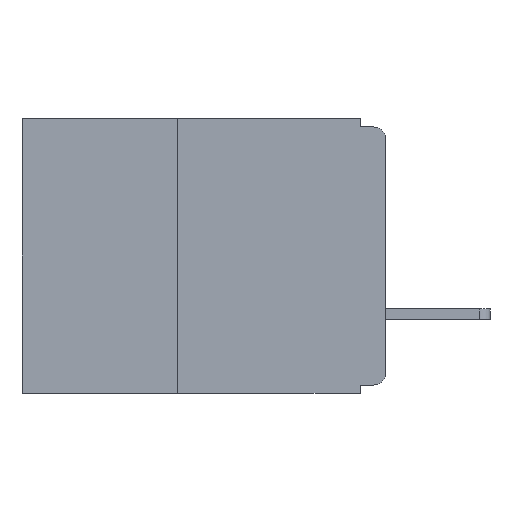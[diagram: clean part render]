
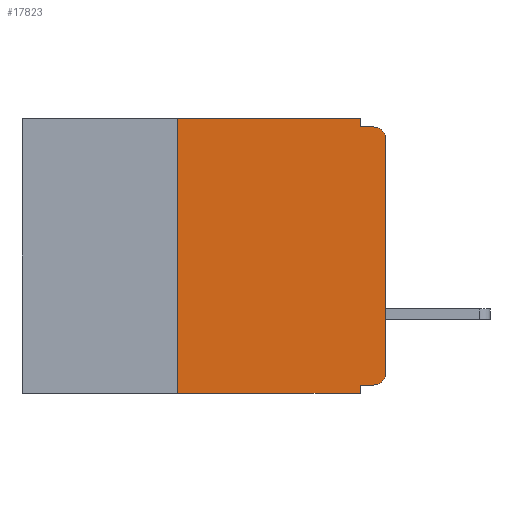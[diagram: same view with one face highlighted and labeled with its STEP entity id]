
A CAD part, left-side view. The second image highlights one B-rep face of the part: STEP entity #17823.
In plain terms, the highlighted planar face has unit normal (-1, 0, 0).
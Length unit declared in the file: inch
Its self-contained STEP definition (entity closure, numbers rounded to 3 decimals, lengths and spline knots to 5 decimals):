
#20 = CIRCLE ( 'NONE', #20378, 0.015 ) ;
#439 = VERTEX_POINT ( 'NONE', #1865 ) ;
#772 = ORIENTED_EDGE ( 'NONE', *, *, #21953, .T. ) ;
#877 = ORIENTED_EDGE ( 'NONE', *, *, #22574, .T. ) ;
#1073 = CARTESIAN_POINT ( 'NONE',  ( 0., 0.25, -0.33 ) ) ;
#1251 = LINE ( 'NONE', #12932, #15356 ) ;
#1317 = VERTEX_POINT ( 'NONE', #6877 ) ;
#1461 = VERTEX_POINT ( 'NONE', #1473 ) ;
#1473 = CARTESIAN_POINT ( 'NONE',  ( 0., 0.031, 0. ) ) ;
#1605 = ORIENTED_EDGE ( 'NONE', *, *, #9543, .F. ) ;
#1677 = ORIENTED_EDGE ( 'NONE', *, *, #22176, .F. ) ;
#1692 = VECTOR ( 'NONE', #17702, 39.37008 ) ;
#1718 = CARTESIAN_POINT ( 'NONE',  ( 0., 0.031, 0. ) ) ;
#1799 = VECTOR ( 'NONE', #20954, 39.37008 ) ;
#1865 = CARTESIAN_POINT ( 'NONE',  ( 0., 0., -0.305 ) ) ;
#1910 = EDGE_CURVE ( 'NONE', #22411, #1461, #21167, .T. ) ;
#2102 = ORIENTED_EDGE ( 'NONE', *, *, #1910, .F. ) ;
#2336 = ORIENTED_EDGE ( 'NONE', *, *, #9576, .F. ) ;
#2368 = ORIENTED_EDGE ( 'NONE', *, *, #16475, .T. ) ;
#2445 = VERTEX_POINT ( 'NONE', #4201 ) ;
#2512 = ORIENTED_EDGE ( 'NONE', *, *, #12935, .F. ) ;
#2554 = ORIENTED_EDGE ( 'NONE', *, *, #20201, .F. ) ;
#3057 = VECTOR ( 'NONE', #7194, 39.37008 ) ;
#3157 = CARTESIAN_POINT ( 'NONE',  ( 0., 0.437, -0.33 ) ) ;
#3184 = ORIENTED_EDGE ( 'NONE', *, *, #21194, .T. ) ;
#3422 = VERTEX_POINT ( 'NONE', #11490 ) ;
#3959 = LINE ( 'NONE', #9794, #17297 ) ;
#4201 = CARTESIAN_POINT ( 'NONE',  ( 0., 0.031, -0.01 ) ) ;
#4278 = DIRECTION ( 'NONE',  ( 0., 1., 0. ) ) ;
#5227 = LINE ( 'NONE', #13127, #14276 ) ;
#5400 = VECTOR ( 'NONE', #16373, 39.37008 ) ;
#5681 = DIRECTION ( 'NONE',  ( -1., 0., 0. ) ) ;
#5956 = DIRECTION ( 'NONE',  ( 0., 0., 1. ) ) ;
#6877 = CARTESIAN_POINT ( 'NONE',  ( 0., 0.015, -0.01 ) ) ;
#7194 = DIRECTION ( 'NONE',  ( 0., -1., 0. ) ) ;
#7672 = DIRECTION ( 'NONE',  ( 1., 0., 0. ) ) ;
#8089 = CARTESIAN_POINT ( 'NONE',  ( 0., 0.437, 0. ) ) ;
#9543 = EDGE_CURVE ( 'NONE', #2445, #1317, #10650, .T. ) ;
#9576 = EDGE_CURVE ( 'NONE', #22011, #22411, #5227, .T. ) ;
#9709 = AXIS2_PLACEMENT_3D ( 'NONE', #21156, #10495, #22863 ) ;
#9794 = CARTESIAN_POINT ( 'NONE',  ( 0., 0., -0.32 ) ) ;
#10495 = DIRECTION ( 'NONE',  ( -1., 0., 0. ) ) ;
#10650 = LINE ( 'NONE', #21885, #19542 ) ;
#11368 = CARTESIAN_POINT ( 'NONE',  ( 0., 0., -0.025 ) ) ;
#11490 = CARTESIAN_POINT ( 'NONE',  ( 0., 0.015, -0.32 ) ) ;
#12932 = CARTESIAN_POINT ( 'NONE',  ( 0., 0.031, -0.33 ) ) ;
#12935 = EDGE_CURVE ( 'NONE', #16795, #15552, #1251, .T. ) ;
#13046 = DIRECTION ( 'NONE',  ( 0., -1., 0. ) ) ;
#13127 = CARTESIAN_POINT ( 'NONE',  ( 0., 0.25, -0.33 ) ) ;
#13337 = CARTESIAN_POINT ( 'NONE',  ( 0., 0.031, -0.32 ) ) ;
#13558 = CARTESIAN_POINT ( 'NONE',  ( 0., 0.25, 0. ) ) ;
#14276 = VECTOR ( 'NONE', #5956, 39.37008 ) ;
#14788 = CARTESIAN_POINT ( 'NONE',  ( 0., 0.437, 0. ) ) ;
#14808 = DIRECTION ( 'NONE',  ( 0., 0., -1. ) ) ;
#14998 = AXIS2_PLACEMENT_3D ( 'NONE', #14788, #7672, #20120 ) ;
#15133 = FACE_OUTER_BOUND ( 'NONE', #15787, .T. ) ;
#15356 = VECTOR ( 'NONE', #14808, 39.37008 ) ;
#15552 = VERTEX_POINT ( 'NONE', #22628 ) ;
#15787 = EDGE_LOOP ( 'NONE', ( #772, #877, #1605, #1677, #2102, #2336, #2368, #2512, #2554, #3184 ) ) ;
#15859 = LINE ( 'NONE', #17397, #1799 ) ;
#16373 = DIRECTION ( 'NONE',  ( 0., 0., -1. ) ) ;
#16453 = CARTESIAN_POINT ( 'NONE',  ( 0., 0.015, -0.305 ) ) ;
#16475 = EDGE_CURVE ( 'NONE', #22011, #15552, #21019, .T. ) ;
#16570 = PLANE ( 'NONE',  #14998 ) ;
#16795 = VERTEX_POINT ( 'NONE', #13337 ) ;
#17297 = VECTOR ( 'NONE', #4278, 39.37008 ) ;
#17359 = VERTEX_POINT ( 'NONE', #11368 ) ;
#17397 = CARTESIAN_POINT ( 'NONE',  ( 0., 0., 0. ) ) ;
#17702 = DIRECTION ( 'NONE',  ( 0., -1., 0. ) ) ;
#17823 = ADVANCED_FACE ( 'NONE', ( #15133 ), #16570, .F. ) ;
#18220 = DIRECTION ( 'NONE',  ( 0., 0., -1. ) ) ;
#19542 = VECTOR ( 'NONE', #13046, 39.37008 ) ;
#19714 = LINE ( 'NONE', #1718, #5400 ) ;
#20120 = DIRECTION ( 'NONE',  ( 0., 0., -1. ) ) ;
#20201 = EDGE_CURVE ( 'NONE', #3422, #16795, #3959, .T. ) ;
#20378 = AXIS2_PLACEMENT_3D ( 'NONE', #16453, #5681, #18220 ) ;
#20813 = CIRCLE ( 'NONE', #9709, 0.015 ) ;
#20954 = DIRECTION ( 'NONE',  ( 0., 0., 1. ) ) ;
#21019 = LINE ( 'NONE', #3157, #1692 ) ;
#21156 = CARTESIAN_POINT ( 'NONE',  ( 0., 0.015, -0.025 ) ) ;
#21167 = LINE ( 'NONE', #8089, #3057 ) ;
#21194 = EDGE_CURVE ( 'NONE', #3422, #439, #20, .T. ) ;
#21885 = CARTESIAN_POINT ( 'NONE',  ( 0., 0., -0.01 ) ) ;
#21953 = EDGE_CURVE ( 'NONE', #439, #17359, #15859, .T. ) ;
#22011 = VERTEX_POINT ( 'NONE', #1073 ) ;
#22176 = EDGE_CURVE ( 'NONE', #1461, #2445, #19714, .T. ) ;
#22411 = VERTEX_POINT ( 'NONE', #13558 ) ;
#22574 = EDGE_CURVE ( 'NONE', #17359, #1317, #20813, .T. ) ;
#22628 = CARTESIAN_POINT ( 'NONE',  ( 0., 0.031, -0.33 ) ) ;
#22863 = DIRECTION ( 'NONE',  ( 0., 0., -1. ) ) ;
